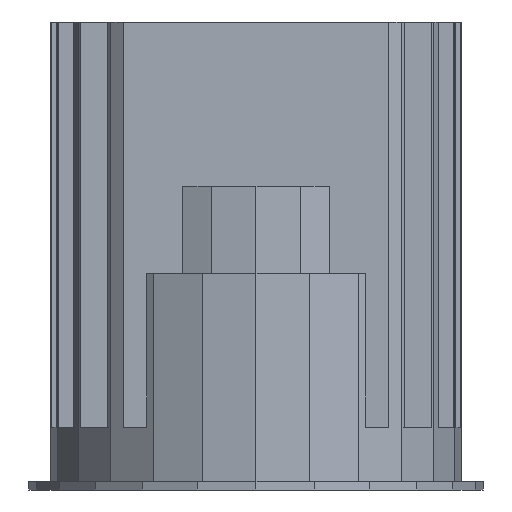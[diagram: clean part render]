
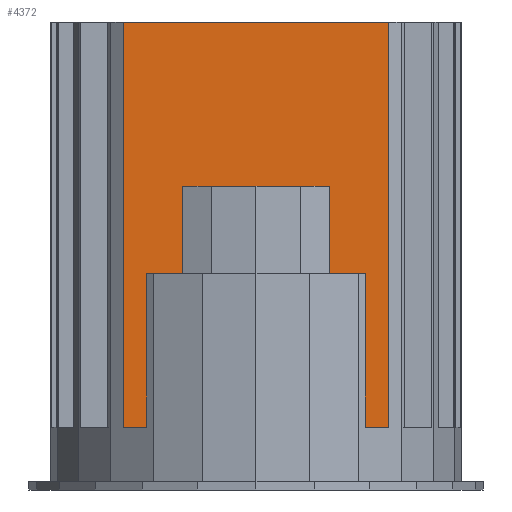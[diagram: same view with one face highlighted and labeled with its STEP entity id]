
A CAD part, left-side view. The second image highlights one B-rep face of the part: STEP entity #4372.
In plain terms, the highlighted planar face has unit normal (-1, 0, 0).
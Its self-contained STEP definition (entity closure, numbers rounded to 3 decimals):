
#70=FACE_OUTER_BOUND('',#291,.T.);
#291=EDGE_LOOP('',(#3089,#3090,#3091,#3092,#3093,#3094,#3095,#3096));
#615=LINE('',#6179,#1257);
#616=LINE('',#6181,#1258);
#617=LINE('',#6183,#1259);
#618=LINE('',#6185,#1260);
#619=LINE('',#6187,#1261);
#620=LINE('',#6189,#1262);
#621=LINE('',#6191,#1263);
#622=LINE('',#6192,#1264);
#1257=VECTOR('',#5042,1000.);
#1258=VECTOR('',#5043,1000.);
#1259=VECTOR('',#5044,100.);
#1260=VECTOR('',#5045,1000.);
#1261=VECTOR('',#5046,1000.);
#1262=VECTOR('',#5047,1000.);
#1263=VECTOR('',#5048,1000.);
#1264=VECTOR('',#5049,1000.);
#1851=VERTEX_POINT('',#6177);
#1852=VERTEX_POINT('',#6178);
#1853=VERTEX_POINT('',#6180);
#1854=VERTEX_POINT('',#6182);
#1855=VERTEX_POINT('',#6184);
#1856=VERTEX_POINT('',#6186);
#1857=VERTEX_POINT('',#6188);
#1858=VERTEX_POINT('',#6190);
#2327=EDGE_CURVE('',#1851,#1852,#615,.T.);
#2328=EDGE_CURVE('',#1851,#1853,#616,.T.);
#2329=EDGE_CURVE('',#1853,#1854,#617,.T.);
#2330=EDGE_CURVE('',#1854,#1855,#618,.T.);
#2331=EDGE_CURVE('',#1856,#1855,#619,.T.);
#2332=EDGE_CURVE('',#1857,#1856,#620,.T.);
#2333=EDGE_CURVE('',#1858,#1857,#621,.T.);
#2334=EDGE_CURVE('',#1852,#1858,#622,.T.);
#3089=ORIENTED_EDGE('',*,*,#2327,.F.);
#3090=ORIENTED_EDGE('',*,*,#2328,.T.);
#3091=ORIENTED_EDGE('',*,*,#2329,.T.);
#3092=ORIENTED_EDGE('',*,*,#2330,.T.);
#3093=ORIENTED_EDGE('',*,*,#2331,.F.);
#3094=ORIENTED_EDGE('',*,*,#2332,.F.);
#3095=ORIENTED_EDGE('',*,*,#2333,.F.);
#3096=ORIENTED_EDGE('',*,*,#2334,.F.);
#4152=PLANE('',#4615);
#4372=ADVANCED_FACE('',(#70),#4152,.F.);
#4615=AXIS2_PLACEMENT_3D('',#6176,#5040,#5041);
#5040=DIRECTION('center_axis',(1.,0.,0.));
#5041=DIRECTION('ref_axis',(0.,0.,-1.));
#5042=DIRECTION('',(0.,1.,0.));
#5043=DIRECTION('',(0.,0.,1.));
#5044=DIRECTION('',(0.,1.,0.));
#5045=DIRECTION('',(0.,0.,-1.));
#5046=DIRECTION('',(0.,1.,0.));
#5047=DIRECTION('',(0.,0.,-1.));
#5048=DIRECTION('',(0.,1.,0.));
#5049=DIRECTION('',(0.,0.,1.));
#6176=CARTESIAN_POINT('Origin',(-28.25,0.,
46.5));
#6177=CARTESIAN_POINT('',(-28.25,-24.257,10.));
#6178=CARTESIAN_POINT('',(-28.25,-13.408,10.));
#6179=CARTESIAN_POINT('',(-28.25,0.,10.));
#6180=CARTESIAN_POINT('',(-28.25,-24.257,84.));
#6181=CARTESIAN_POINT('',(-28.25,-24.257,46.5));
#6182=CARTESIAN_POINT('',(-28.25,24.257,84.));
#6183=CARTESIAN_POINT('',(-28.25,-50.,84.));
#6184=CARTESIAN_POINT('',(-28.25,24.257,10.));
#6185=CARTESIAN_POINT('',(-28.25,24.257,46.5));
#6186=CARTESIAN_POINT('',(-28.25,13.408,10.));
#6187=CARTESIAN_POINT('',(-28.25,0.,10.));
#6188=CARTESIAN_POINT('',(-28.25,13.408,54.));
#6189=CARTESIAN_POINT('',(-28.25,13.408,39.25));
#6190=CARTESIAN_POINT('',(-28.25,-13.408,54.));
#6191=CARTESIAN_POINT('',(-28.25,0.,54.));
#6192=CARTESIAN_POINT('',(-28.25,-13.408,39.25));
